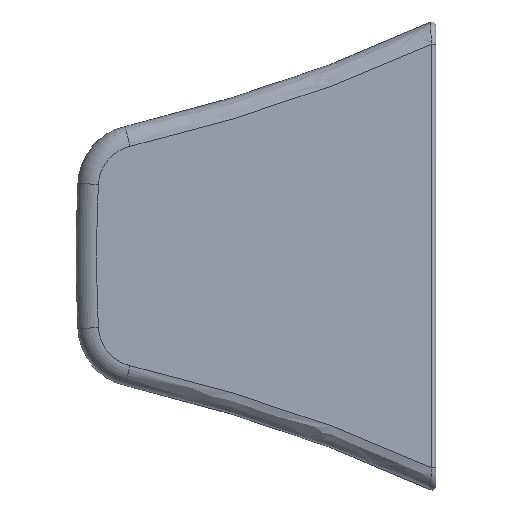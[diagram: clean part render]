
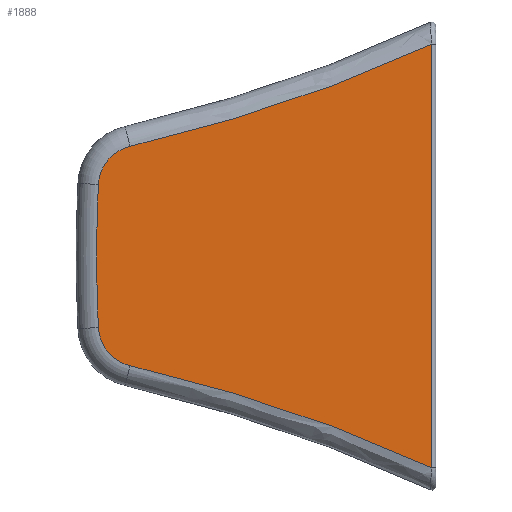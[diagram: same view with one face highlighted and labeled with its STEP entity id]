
A CAD part, front view. The second image highlights one B-rep face of the part: STEP entity #1888.
In plain terms, the highlighted planar face has unit normal (0, -1, 0).
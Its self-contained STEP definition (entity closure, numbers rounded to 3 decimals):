
#40=AXIS2_PLACEMENT_3D('Circle Axis2P3D',#38,#39,$) ;
#70=AXIS2_PLACEMENT_3D('Circle Axis2P3D',#68,#69,$) ;
#88=AXIS2_PLACEMENT_3D('Circle Axis2P3D',#86,#87,$) ;
#1853=AXIS2_PLACEMENT_3D('Plane Axis2P3D',#1850,#1851,#1852) ;
#38=CARTESIAN_POINT('Axis2P3D Location',(51.572,-12.5,0.)) ;
#42=CARTESIAN_POINT('Vertex',(-22.,-12.5,0.)) ;
#44=CARTESIAN_POINT('Vertex',(-21.917,-12.5,3.484)) ;
#65=CARTESIAN_POINT('Vertex',(-21.917,-12.5,-3.484)) ;
#68=CARTESIAN_POINT('Axis2P3D Location',(51.572,-12.5,0.)) ;
#86=CARTESIAN_POINT('Axis2P3D Location',(-19.92,-12.5,3.389)) ;
#90=CARTESIAN_POINT('Vertex',(-20.383,-12.5,5.334)) ;
#1732=CARTESIAN_POINT('Control Point',(-20.383,-12.5,5.334)) ;
#1733=CARTESIAN_POINT('Control Point',(-18.374,-12.5,5.813)) ;
#1734=CARTESIAN_POINT('Control Point',(-16.372,-12.5,6.335)) ;
#1735=CARTESIAN_POINT('Control Point',(-14.385,-12.5,6.922)) ;
#1736=CARTESIAN_POINT('Control Point',(-11.44,-12.5,7.906)) ;
#1737=CARTESIAN_POINT('Control Point',(-8.546,-12.5,9.053)) ;
#1738=CARTESIAN_POINT('Control Point',(-7.591,-12.5,9.452)) ;
#1739=CARTESIAN_POINT('Control Point',(-6.642,-12.5,9.869)) ;
#1740=CARTESIAN_POINT('Control Point',(-5.7,-12.5,10.303)) ;
#1741=CARTESIAN_POINT('Vertex',(-5.7,-12.5,10.303)) ;
#1850=CARTESIAN_POINT('Axis2P3D Location',(-26.94,-12.5,0.)) ;
#1857=CARTESIAN_POINT('Control Point',(-21.917,-12.5,-3.484)) ;
#1858=CARTESIAN_POINT('Control Point',(-21.887,-12.5,-4.128)) ;
#1859=CARTESIAN_POINT('Control Point',(-21.577,-12.5,-4.763)) ;
#1860=CARTESIAN_POINT('Control Point',(-21.01,-12.5,-5.185)) ;
#1861=CARTESIAN_POINT('Control Point',(-20.383,-12.5,-5.334)) ;
#1862=CARTESIAN_POINT('Vertex',(-20.383,-12.5,-5.334)) ;
#1866=CARTESIAN_POINT('Control Point',(-20.383,-12.5,-5.334)) ;
#1867=CARTESIAN_POINT('Control Point',(-16.623,-12.5,-6.23)) ;
#1868=CARTESIAN_POINT('Control Point',(-12.891,-12.5,-7.294)) ;
#1869=CARTESIAN_POINT('Control Point',(-9.247,-12.5,-8.668)) ;
#1870=CARTESIAN_POINT('Control Point',(-5.7,-12.5,-10.303)) ;
#1871=CARTESIAN_POINT('Vertex',(-5.7,-12.5,-10.303)) ;
#1874=CARTESIAN_POINT('Line Origine',(-5.7,-12.5,16.5)) ;
#39=DIRECTION('Axis2P3D Direction',(-0.,-1.,0.)) ;
#69=DIRECTION('Axis2P3D Direction',(-0.,-1.,0.)) ;
#87=DIRECTION('Axis2P3D Direction',(0.,-1.,0.)) ;
#1851=DIRECTION('Axis2P3D Direction',(0.,-1.,0.)) ;
#1852=DIRECTION('Axis2P3D XDirection',(1.,0.,0.)) ;
#1875=DIRECTION('Vector Direction',(0.,0.,1.)) ;
#1876=VECTOR('Line Direction',#1875,1.) ;
#1880=ORIENTED_EDGE('',*,*,#1743,.F.) ;
#1881=ORIENTED_EDGE('',*,*,#92,.F.) ;
#1882=ORIENTED_EDGE('',*,*,#46,.F.) ;
#1883=ORIENTED_EDGE('',*,*,#72,.T.) ;
#1884=ORIENTED_EDGE('',*,*,#1864,.T.) ;
#1885=ORIENTED_EDGE('',*,*,#1873,.T.) ;
#1886=ORIENTED_EDGE('',*,*,#1878,.T.) ;
#1888=ADVANCED_FACE('\X2\041A043E043B043F04300447043E043A\X0\Body.7',(#1887),#1854,.T.) ;
#1731=B_SPLINE_CURVE_WITH_KNOTS('',5,(#1732,#1733,#1734,#1735,#1736,#1737,#1738,#1739,#1740),.UNSPECIFIED.,.F.,.U.,(6,3,6),(8.844,23.395,30.63),.UNSPECIFIED.) ;
#1856=B_SPLINE_CURVE_WITH_KNOTS('',4,(#1857,#1858,#1859,#1860,#1861),.UNSPECIFIED.,.F.,.U.,(5,5),(6.378,8.957),.UNSPECIFIED.) ;
#1865=B_SPLINE_CURVE_WITH_KNOTS('',4,(#1866,#1867,#1868,#1869,#1870),.UNSPECIFIED.,.F.,.U.,(5,5),(8.844,30.63),.UNSPECIFIED.) ;
#41=CIRCLE('generated circle',#40,73.572) ;
#71=CIRCLE('generated circle',#70,73.572) ;
#89=CIRCLE('generated circle',#88,2.) ;
#46=EDGE_CURVE('',#43,#45,#41,.F.) ;
#72=EDGE_CURVE('',#43,#66,#71,.T.) ;
#92=EDGE_CURVE('',#45,#91,#89,.F.) ;
#1743=EDGE_CURVE('',#91,#1742,#1731,.T.) ;
#1864=EDGE_CURVE('',#66,#1863,#1856,.T.) ;
#1873=EDGE_CURVE('',#1863,#1872,#1865,.T.) ;
#1878=EDGE_CURVE('',#1872,#1742,#1877,.T.) ;
#1879=EDGE_LOOP('',(#1880,#1881,#1882,#1883,#1884,#1885,#1886)) ;
#1887=FACE_OUTER_BOUND('',#1879,.T.) ;
#1877=LINE('Line',#1874,#1876) ;
#1854=PLANE('',#1853) ;
#43=VERTEX_POINT('',#42) ;
#45=VERTEX_POINT('',#44) ;
#66=VERTEX_POINT('',#65) ;
#91=VERTEX_POINT('',#90) ;
#1742=VERTEX_POINT('',#1741) ;
#1863=VERTEX_POINT('',#1862) ;
#1872=VERTEX_POINT('',#1871) ;
